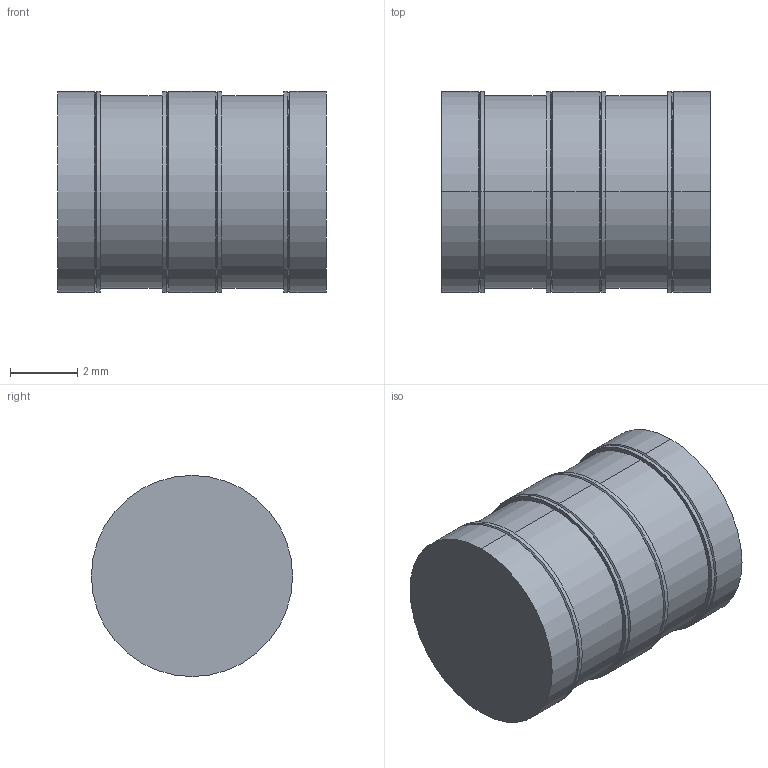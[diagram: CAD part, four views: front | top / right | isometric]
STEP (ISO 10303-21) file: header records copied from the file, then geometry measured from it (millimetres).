
FILE_DESCRIPTION (( 'STEP AP214' ), '1' );
FILE_NAME ('LPX090-6.STEP', '2014-05-08T18:55:34', ( 'L-Com' ), ( 'L-Com Global Connectivity' ), 'SwSTEP 2.0', 'SolidWorks 2014', '' );
FILE_SCHEMA (( 'AUTOMOTIVE_DESIGN' ));
Length unit declared in the file: inch
Products named in the file (1): LPX090-6
Bounding box: 8 x 5.99 x 5.99 mm (x, y, z)
Volume: 217 mm3; surface area: 219 mm2
Topology: 1 solids, 1 shells, 40 faces, 78 edges, 44 vertices
Faces by surface type: cylinder 18, cone 16, plane 6
Entity records: 1548 total; most frequent: DIRECTION 204, CARTESIAN_POINT 163, ORIENTED_EDGE 156, AXIS2_PLACEMENT_3D 85, EDGE_CURVE 78, VERTEX_POINT 44, CIRCLE 44, EDGE_LOOP 44
